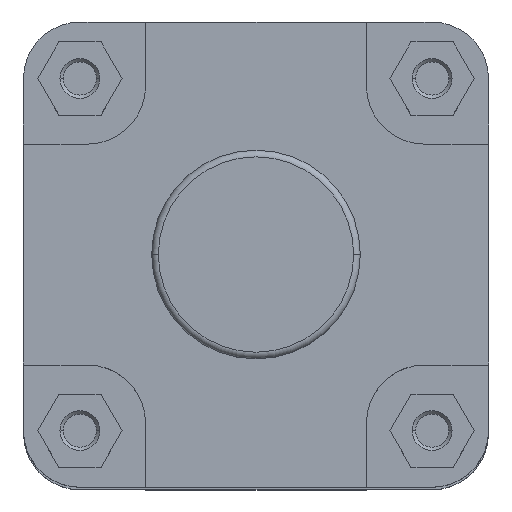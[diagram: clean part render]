
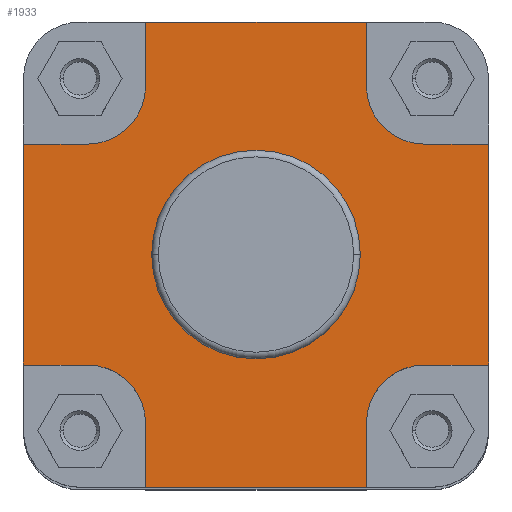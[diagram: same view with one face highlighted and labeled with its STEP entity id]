
A CAD part, top view. The second image highlights one B-rep face of the part: STEP entity #1933.
In plain terms, the highlighted planar face has unit normal (0, 0, 1).
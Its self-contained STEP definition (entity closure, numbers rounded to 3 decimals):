
#245 = EDGE_CURVE ( 'NONE', #1224, #1145, #2874, .T. ) ;
#388 = CARTESIAN_POINT ( 'NONE',  ( -33.25, 50.75, -6. ) ) ;
#430 = CARTESIAN_POINT ( 'NONE',  ( -50.75, 33.25, -6. ) ) ;
#449 = CARTESIAN_POINT ( 'NONE',  ( 70., 33.25, -6. ) ) ;
#453 = CARTESIAN_POINT ( 'NONE',  ( 70., -33.25, -6. ) ) ;
#463 = CARTESIAN_POINT ( 'NONE',  ( 50.75, 33.25, -6. ) ) ;
#642 = CARTESIAN_POINT ( 'NONE',  ( 0., 0., -6. ) ) ;
#645 = CARTESIAN_POINT ( 'NONE',  ( 70., -154.141, -6. ) ) ;
#646 = DIRECTION ( 'NONE',  ( 0., -1., 0. ) ) ;
#667 = DIRECTION ( 'NONE',  ( 0., 0., 1. ) ) ;
#668 = DIRECTION ( 'NONE',  ( 1., 0., 0. ) ) ;
#671 = CARTESIAN_POINT ( 'NONE',  ( -50.75, 33.25, -6. ) ) ;
#672 = DIRECTION ( 'NONE',  ( 1., 0., 0. ) ) ;
#853 = LINE ( 'NONE', #645, #861 ) ;
#861 = VECTOR ( 'NONE', #646, 1000. ) ;
#885 = CIRCLE ( 'NONE', #3875, 31.4 ) ;
#886 = LINE ( 'NONE', #671, #887 ) ;
#887 = VECTOR ( 'NONE', #672, 1000. ) ;
#1008 = EDGE_LOOP ( 'NONE', ( #1966, #1967 ) ) ;
#1099 = EDGE_LOOP ( 'NONE', ( #1968, #1969, #1970, #1971, #1972, #1973, #1974, #1975, #1976, #1977, #1978, #1979, #1980, #1981, #1982, #1983 ) ) ;
#1144 = VERTEX_POINT ( 'NONE', #6508 ) ;
#1145 = VERTEX_POINT ( 'NONE', #6518 ) ;
#1161 = VERTEX_POINT ( 'NONE', #6531 ) ;
#1162 = VERTEX_POINT ( 'NONE', #6532 ) ;
#1175 = VERTEX_POINT ( 'NONE', #6545 ) ;
#1224 = VERTEX_POINT ( 'NONE', #6588 ) ;
#1239 = VERTEX_POINT ( 'NONE', #6603 ) ;
#1247 = VERTEX_POINT ( 'NONE', #6611 ) ;
#1249 = VERTEX_POINT ( 'NONE', #6613 ) ;
#1261 = VERTEX_POINT ( 'NONE', #6625 ) ;
#1265 = VERTEX_POINT ( 'NONE', #6629 ) ;
#1270 = VERTEX_POINT ( 'NONE', #6634 ) ;
#1273 = VERTEX_POINT ( 'NONE', #6637 ) ;
#1283 = EDGE_CURVE ( 'NONE', #6142, #1265, #2894, .T. ) ;
#1308 = EDGE_CURVE ( 'NONE', #6165, #6142, #2941, .T. ) ;
#1352 = EDGE_CURVE ( 'NONE', #1144, #1162, #3018, .T. ) ;
#1406 = EDGE_CURVE ( 'NONE', #1145, #6198, #3113, .T. ) ;
#1438 = EDGE_CURVE ( 'NONE', #1162, #1270, #3158, .T. ) ;
#1447 = EDGE_CURVE ( 'NONE', #1175, #1261, #3181, .T. ) ;
#1476 = EDGE_CURVE ( 'NONE', #1265, #1224, #3226, .T. ) ;
#1482 = EDGE_CURVE ( 'NONE', #1249, #1247, #3213, .T. ) ;
#1524 = EDGE_CURVE ( 'NONE', #1249, #1270, #3976, .T. ) ;
#1527 = EDGE_CURVE ( 'NONE', #6198, #6184, #3988, .T. ) ;
#1560 = EDGE_CURVE ( 'NONE', #6188, #1144, #4041, .T. ) ;
#1572 = EDGE_CURVE ( 'NONE', #1247, #1273, #4062, .T. ) ;
#1591 = EDGE_CURVE ( 'NONE', #1239, #1161, #4092, .T. ) ;
#1606 = EDGE_CURVE ( 'NONE', #1273, #1161, #4084, .T. ) ;
#1933 = ADVANCED_FACE ( 'NONE', ( #4640, #4642 ), #5833, .F. ) ;
#1966 = ORIENTED_EDGE ( 'NONE', *, *, #7480, .F. ) ;
#1967 = ORIENTED_EDGE ( 'NONE', *, *, #1447, .F. ) ;
#1968 = ORIENTED_EDGE ( 'NONE', *, *, #1591, .T. ) ;
#1969 = ORIENTED_EDGE ( 'NONE', *, *, #1606, .F. ) ;
#1970 = ORIENTED_EDGE ( 'NONE', *, *, #1572, .F. ) ;
#1971 = ORIENTED_EDGE ( 'NONE', *, *, #1482, .F. ) ;
#1972 = ORIENTED_EDGE ( 'NONE', *, *, #1524, .T. ) ;
#1973 = ORIENTED_EDGE ( 'NONE', *, *, #1438, .F. ) ;
#1974 = ORIENTED_EDGE ( 'NONE', *, *, #1352, .F. ) ;
#1975 = ORIENTED_EDGE ( 'NONE', *, *, #1560, .F. ) ;
#1976 = ORIENTED_EDGE ( 'NONE', *, *, #7470, .F. ) ;
#1977 = ORIENTED_EDGE ( 'NONE', *, *, #1527, .F. ) ;
#1978 = ORIENTED_EDGE ( 'NONE', *, *, #1406, .F. ) ;
#1979 = ORIENTED_EDGE ( 'NONE', *, *, #245, .F. ) ;
#1980 = ORIENTED_EDGE ( 'NONE', *, *, #1476, .F. ) ;
#1981 = ORIENTED_EDGE ( 'NONE', *, *, #1283, .F. ) ;
#1982 = ORIENTED_EDGE ( 'NONE', *, *, #1308, .F. ) ;
#1983 = ORIENTED_EDGE ( 'NONE', *, *, #7482, .F. ) ;
#2874 = LINE ( 'NONE', #6500, #2880 ) ;
#2880 = VECTOR ( 'NONE', #6503, 1000. ) ;
#2886 = VECTOR ( 'NONE', #6655, 1000. ) ;
#2894 = LINE ( 'NONE', #6648, #2886 ) ;
#2941 = CIRCLE ( 'NONE', #3399, 17.5 ) ;
#3018 = CIRCLE ( 'NONE', #3416, 17.5 ) ;
#3113 = CIRCLE ( 'NONE', #3429, 17.5 ) ;
#3155 = VECTOR ( 'NONE', #7004, 1000. ) ;
#3158 = LINE ( 'NONE', #7003, #3155 ) ;
#3181 = CIRCLE ( 'NONE', #3444, 31.4 ) ;
#3213 = LINE ( 'NONE', #7108, #3233 ) ;
#3226 = LINE ( 'NONE', #7092, #3227 ) ;
#3227 = VECTOR ( 'NONE', #7093, 1000. ) ;
#3233 = VECTOR ( 'NONE', #7109, 1000. ) ;
#3399 = AXIS2_PLACEMENT_3D ( 'NONE', #6706, #6708, #6709 ) ;
#3416 = AXIS2_PLACEMENT_3D ( 'NONE', #6800, #6807, #6808 ) ;
#3429 = AXIS2_PLACEMENT_3D ( 'NONE', #6928, #6929, #6930 ) ;
#3444 = AXIS2_PLACEMENT_3D ( 'NONE', #7018, #7024, #7025 ) ;
#3485 = AXIS2_PLACEMENT_3D ( 'NONE', #7310, #7316, #7317 ) ;
#3771 = AXIS2_PLACEMENT_3D ( 'NONE', #5832, #5834, #5835 ) ;
#3875 = AXIS2_PLACEMENT_3D ( 'NONE', #642, #667, #668 ) ;
#3966 = VECTOR ( 'NONE', #7202, 1000. ) ;
#3976 = LINE ( 'NONE', #7201, #3966 ) ;
#3988 = LINE ( 'NONE', #7208, #3989 ) ;
#3989 = VECTOR ( 'NONE', #7209, 1000. ) ;
#4041 = LINE ( 'NONE', #7287, #4042 ) ;
#4042 = VECTOR ( 'NONE', #7288, 1000. ) ;
#4062 = CIRCLE ( 'NONE', #3485, 17.5 ) ;
#4084 = LINE ( 'NONE', #4853, #4108 ) ;
#4092 = LINE ( 'NONE', #7359, #4093 ) ;
#4093 = VECTOR ( 'NONE', #7360, 1000. ) ;
#4108 = VECTOR ( 'NONE', #4854, 1000. ) ;
#4640 = FACE_BOUND ( 'NONE', #1008, .T. ) ;
#4642 = FACE_OUTER_BOUND ( 'NONE', #1099, .T. ) ;
#4853 = CARTESIAN_POINT ( 'NONE',  ( -70., -33.25, -6. ) ) ;
#4854 = DIRECTION ( 'NONE',  ( -1., 0., 0. ) ) ;
#5832 = CARTESIAN_POINT ( 'NONE',  ( 0., 31.4, -6. ) ) ;
#5833 = PLANE ( 'NONE',  #3771 ) ;
#5834 = DIRECTION ( 'NONE',  ( 0., 0., -1. ) ) ;
#5835 = DIRECTION ( 'NONE',  ( -1., 0., 0. ) ) ;
#6142 = VERTEX_POINT ( 'NONE', #388 ) ;
#6165 = VERTEX_POINT ( 'NONE', #430 ) ;
#6184 = VERTEX_POINT ( 'NONE', #449 ) ;
#6188 = VERTEX_POINT ( 'NONE', #453 ) ;
#6198 = VERTEX_POINT ( 'NONE', #463 ) ;
#6500 = CARTESIAN_POINT ( 'NONE',  ( 33.25, 50.75, -6. ) ) ;
#6503 = DIRECTION ( 'NONE',  ( 0., -1., 0. ) ) ;
#6508 = CARTESIAN_POINT ( 'NONE',  ( 50.75, -33.25, -6. ) ) ;
#6518 = CARTESIAN_POINT ( 'NONE',  ( 33.25, 50.75, -6. ) ) ;
#6531 = CARTESIAN_POINT ( 'NONE',  ( -70., -33.25, -6. ) ) ;
#6532 = CARTESIAN_POINT ( 'NONE',  ( 33.25, -50.75, -6. ) ) ;
#6545 = CARTESIAN_POINT ( 'NONE',  ( -31.4, 0., -6. ) ) ;
#6588 = CARTESIAN_POINT ( 'NONE',  ( 33.25, 70., -6. ) ) ;
#6603 = CARTESIAN_POINT ( 'NONE',  ( -70., 33.25, -6. ) ) ;
#6611 = CARTESIAN_POINT ( 'NONE',  ( -33.25, -50.75, -6. ) ) ;
#6613 = CARTESIAN_POINT ( 'NONE',  ( -33.25, -70., -6. ) ) ;
#6625 = CARTESIAN_POINT ( 'NONE',  ( 31.4, 0., -6. ) ) ;
#6629 = CARTESIAN_POINT ( 'NONE',  ( -33.25, 70., -6. ) ) ;
#6634 = CARTESIAN_POINT ( 'NONE',  ( 33.25, -70., -6. ) ) ;
#6637 = CARTESIAN_POINT ( 'NONE',  ( -50.75, -33.25, -6. ) ) ;
#6648 = CARTESIAN_POINT ( 'NONE',  ( -33.25, 70., -6. ) ) ;
#6655 = DIRECTION ( 'NONE',  ( 0., 1., 0. ) ) ;
#6706 = CARTESIAN_POINT ( 'NONE',  ( -50.75, 50.75, -6. ) ) ;
#6708 = DIRECTION ( 'NONE',  ( 0., 0., 1. ) ) ;
#6709 = DIRECTION ( 'NONE',  ( -1., 0., 0. ) ) ;
#6800 = CARTESIAN_POINT ( 'NONE',  ( 50.75, -50.75, -6. ) ) ;
#6807 = DIRECTION ( 'NONE',  ( 0., 0., 1. ) ) ;
#6808 = DIRECTION ( 'NONE',  ( -1., 0., 0. ) ) ;
#6928 = CARTESIAN_POINT ( 'NONE',  ( 50.75, 50.75, -6. ) ) ;
#6929 = DIRECTION ( 'NONE',  ( 0., 0., 1. ) ) ;
#6930 = DIRECTION ( 'NONE',  ( -1., 0., 0. ) ) ;
#7003 = CARTESIAN_POINT ( 'NONE',  ( 33.25, -70., -6. ) ) ;
#7004 = DIRECTION ( 'NONE',  ( 0., -1., 0. ) ) ;
#7018 = CARTESIAN_POINT ( 'NONE',  ( 0., 0., -6. ) ) ;
#7024 = DIRECTION ( 'NONE',  ( 0., 0., 1. ) ) ;
#7025 = DIRECTION ( 'NONE',  ( 1., 0., 0. ) ) ;
#7092 = CARTESIAN_POINT ( 'NONE',  ( 0., 70., -6. ) ) ;
#7093 = DIRECTION ( 'NONE',  ( 1., 0., 0. ) ) ;
#7108 = CARTESIAN_POINT ( 'NONE',  ( -33.25, -50.75, -6. ) ) ;
#7109 = DIRECTION ( 'NONE',  ( 0., 1., 0. ) ) ;
#7201 = CARTESIAN_POINT ( 'NONE',  ( 0., -70., -6. ) ) ;
#7202 = DIRECTION ( 'NONE',  ( 1., 0., 0. ) ) ;
#7208 = CARTESIAN_POINT ( 'NONE',  ( 70., 33.25, -6. ) ) ;
#7209 = DIRECTION ( 'NONE',  ( 1., 0., 0. ) ) ;
#7287 = CARTESIAN_POINT ( 'NONE',  ( 50.75, -33.25, -6. ) ) ;
#7288 = DIRECTION ( 'NONE',  ( -1., 0., 0. ) ) ;
#7310 = CARTESIAN_POINT ( 'NONE',  ( -50.75, -50.75, -6. ) ) ;
#7316 = DIRECTION ( 'NONE',  ( 0., 0., 1. ) ) ;
#7317 = DIRECTION ( 'NONE',  ( -1., 0., 0. ) ) ;
#7359 = CARTESIAN_POINT ( 'NONE',  ( -70., -154.141, -6. ) ) ;
#7360 = DIRECTION ( 'NONE',  ( 0., -1., 0. ) ) ;
#7470 = EDGE_CURVE ( 'NONE', #6184, #6188, #853, .T. ) ;
#7480 = EDGE_CURVE ( 'NONE', #1261, #1175, #885, .T. ) ;
#7482 = EDGE_CURVE ( 'NONE', #1239, #6165, #886, .T. ) ;
